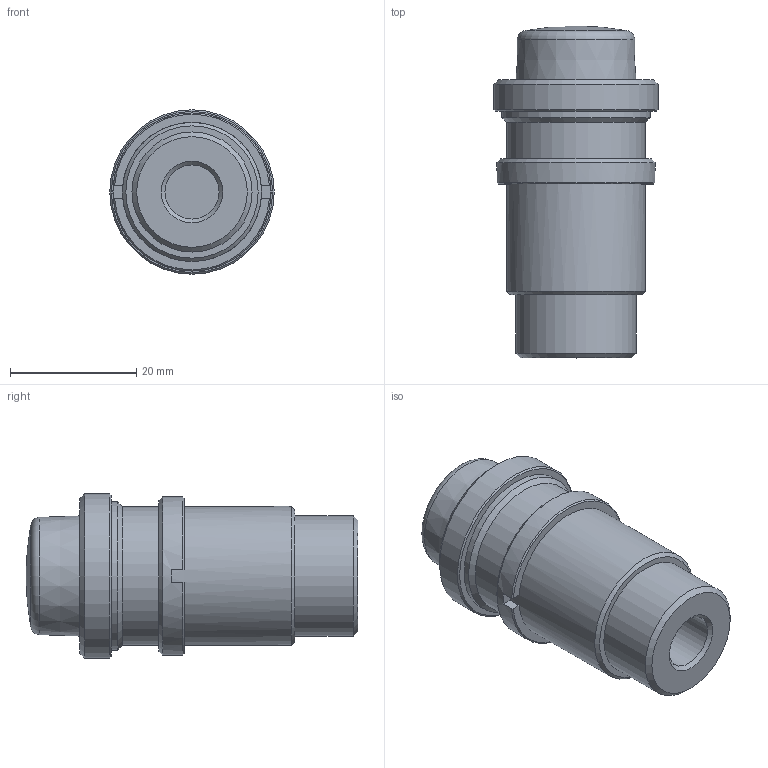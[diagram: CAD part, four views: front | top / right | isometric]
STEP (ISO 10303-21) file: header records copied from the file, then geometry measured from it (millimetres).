
FILE_DESCRIPTION(/* description */ ('STEP AP214'),/* implementation_level */ '2;1');
FILE_NAME(/* name */ '4131_OH-22-RT',/* time_stamp */ '2024-09-13T10:36:13+02:00',/* author */ ('License CC BY-ND 4.0'),/* organization */ ('CADENAS'),/* preprocessor_version */ 'ST-DEVELOPER v19.3',/* originating_system */ 'PARTsolutions',/* authorisation */ ' ');
FILE_SCHEMA (('AUTOMOTIVE_DESIGN {1 0 10303 214 3 1 1}'));
Length unit declared in the file: millimetre
Products named in the file (1): 4131 OH-22-RT
Bounding box: 26 x 52.5 x 26 mm (x, y, z)
Volume: 18563 mm3; surface area: 4852.7 mm2
Topology: 1 solids, 1 shells, 33 faces, 72 edges, 45 vertices
Faces by surface type: plane 14, cone 10, cylinder 7, sphere 1, torus 1
Full cylindrical faces by diameter (mm): 8.566 x1, 19 x1, 22 x2, 23.5 x1, 25 x1, 26 x1
Entity records: 1044 total; most frequent: DIRECTION 146, CARTESIAN_POINT 138, ORIENTED_EDGE 102, AXIS2_PLACEMENT_3D 65, EDGE_LOOP 54, FACE_BOUND 54, EDGE_CURVE 51, VERTEX_POINT 41
